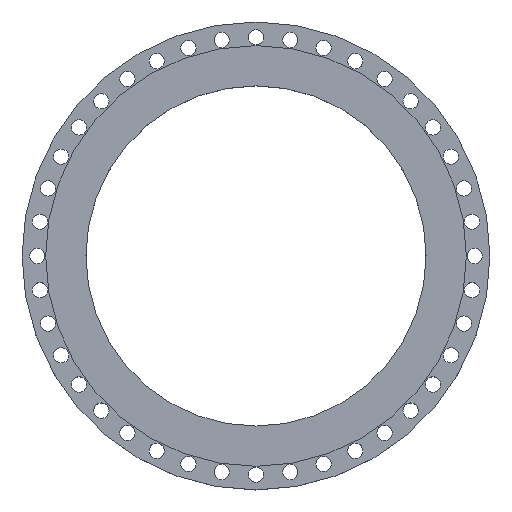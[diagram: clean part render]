
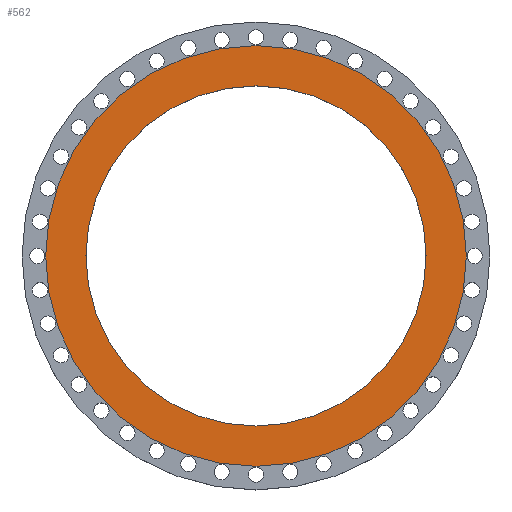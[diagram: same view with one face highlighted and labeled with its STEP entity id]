
A CAD part, top view. The second image highlights one B-rep face of the part: STEP entity #562.
In plain terms, the highlighted planar face has unit normal (0, 0, 1).
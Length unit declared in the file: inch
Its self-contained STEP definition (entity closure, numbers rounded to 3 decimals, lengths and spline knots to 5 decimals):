
#41 = CARTESIAN_POINT ( 'NONE',  ( -29.21875, 0., 0. ) ) ;
#74 = DIRECTION ( 'NONE',  ( 0., 0., 1. ) ) ;
#161 = AXIS2_PLACEMENT_3D ( 'NONE', #2840, #987, #2085 ) ;
#236 = ORIENTED_EDGE ( 'NONE', *, *, #1082, .T. ) ;
#270 = ORIENTED_EDGE ( 'NONE', *, *, #1801, .T. ) ;
#375 = DIRECTION ( 'NONE',  ( 1., 0., 0. ) ) ;
#398 = FACE_OUTER_BOUND ( 'NONE', #2482, .T. ) ;
#420 = CARTESIAN_POINT ( 'NONE',  ( 29.21875, 0., 0. ) ) ;
#465 = DIRECTION ( 'NONE',  ( 0., 0., 1. ) ) ;
#562 = ADVANCED_FACE ( 'NONE', ( #2853, #398 ), #2580, .F. ) ;
#650 = CIRCLE ( 'NONE', #1221, 29.21875 ) ;
#734 = CARTESIAN_POINT ( 'NONE',  ( 0., 23.625, 0. ) ) ;
#987 = DIRECTION ( 'NONE',  ( 0., 0., 1. ) ) ;
#1008 = DIRECTION ( 'NONE',  ( 1., 0., 0. ) ) ;
#1082 = EDGE_CURVE ( 'NONE', #1470, #2185, #2097, .T. ) ;
#1189 = CARTESIAN_POINT ( 'NONE',  ( 0., 0., 0. ) ) ;
#1197 = CARTESIAN_POINT ( 'NONE',  ( -23.625, 0., 0. ) ) ;
#1221 = AXIS2_PLACEMENT_3D ( 'NONE', #1189, #74, #375 ) ;
#1275 = DIRECTION ( 'NONE',  ( -1., 0., 0. ) ) ;
#1290 = CARTESIAN_POINT ( 'NONE',  ( 0., 0., 0. ) ) ;
#1298 = ORIENTED_EDGE ( 'NONE', *, *, #1377, .F. ) ;
#1377 = EDGE_CURVE ( 'NONE', #1724, #1880, #1692, .T. ) ;
#1404 = AXIS2_PLACEMENT_3D ( 'NONE', #1290, #465, #1008 ) ;
#1407 = DIRECTION ( 'NONE',  ( 0., 0., 1. ) ) ;
#1470 = VERTEX_POINT ( 'NONE', #420 ) ;
#1625 = DIRECTION ( 'NONE',  ( 0., 0., -1. ) ) ;
#1692 = CIRCLE ( 'NONE', #161, 23.625 ) ;
#1700 = EDGE_LOOP ( 'NONE', ( #2291, #1298 ) ) ;
#1724 = VERTEX_POINT ( 'NONE', #1197 ) ;
#1801 = EDGE_CURVE ( 'NONE', #2185, #1470, #650, .T. ) ;
#1880 = VERTEX_POINT ( 'NONE', #2517 ) ;
#1924 = CIRCLE ( 'NONE', #2548, 23.625 ) ;
#2085 = DIRECTION ( 'NONE',  ( 1., 0., 0. ) ) ;
#2097 = CIRCLE ( 'NONE', #1404, 29.21875 ) ;
#2185 = VERTEX_POINT ( 'NONE', #41 ) ;
#2258 = EDGE_CURVE ( 'NONE', #1880, #1724, #1924, .T. ) ;
#2291 = ORIENTED_EDGE ( 'NONE', *, *, #2258, .F. ) ;
#2482 = EDGE_LOOP ( 'NONE', ( #236, #270 ) ) ;
#2517 = CARTESIAN_POINT ( 'NONE',  ( 23.625, 0., 0. ) ) ;
#2548 = AXIS2_PLACEMENT_3D ( 'NONE', #3034, #1407, #3069 ) ;
#2580 = PLANE ( 'NONE',  #3505 ) ;
#2840 = CARTESIAN_POINT ( 'NONE',  ( 0., 0., 0. ) ) ;
#2853 = FACE_BOUND ( 'NONE', #1700, .T. ) ;
#3034 = CARTESIAN_POINT ( 'NONE',  ( 0., 0., 0. ) ) ;
#3069 = DIRECTION ( 'NONE',  ( 1., 0., 0. ) ) ;
#3505 = AXIS2_PLACEMENT_3D ( 'NONE', #734, #1625, #1275 ) ;
